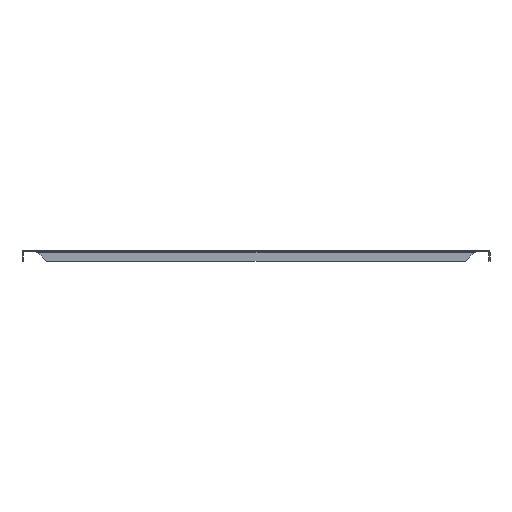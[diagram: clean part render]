
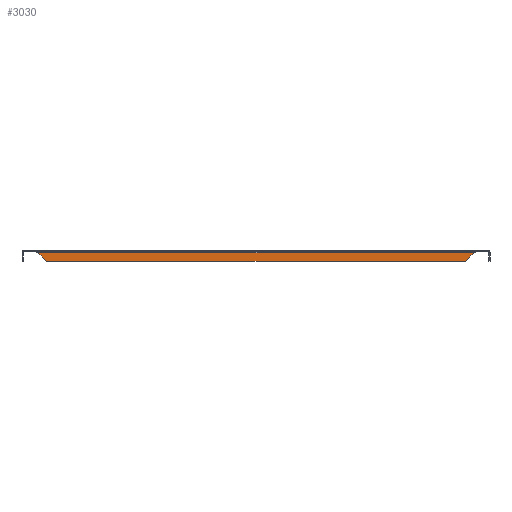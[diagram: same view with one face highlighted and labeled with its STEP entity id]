
A CAD part, front view. The second image highlights one B-rep face of the part: STEP entity #3030.
In plain terms, the highlighted planar face has unit normal (0, -1, 0).
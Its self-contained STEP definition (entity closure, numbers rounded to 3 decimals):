
#65 = AXIS2_PLACEMENT_3D ( 'NONE', #870, #638, #2934 ) ;
#104 = CARTESIAN_POINT ( 'NONE',  ( 549., 0., -2.5 ) ) ;
#161 = DIRECTION ( 'NONE',  ( 1., 0., 0. ) ) ;
#233 = CARTESIAN_POINT ( 'NONE',  ( 520.1, 0., -12.9 ) ) ;
#573 = ORIENTED_EDGE ( 'NONE', *, *, #914, .F. ) ;
#638 = DIRECTION ( 'NONE',  ( 0., 1., 0. ) ) ;
#782 = VECTOR ( 'NONE', #2926, 1000. ) ;
#862 = EDGE_LOOP ( 'NONE', ( #573, #2699, #2011, #2451 ) ) ;
#870 = CARTESIAN_POINT ( 'NONE',  ( 0., 0., 0. ) ) ;
#888 = CARTESIAN_POINT ( 'NONE',  ( 559.649, 0., 26.649 ) ) ;
#914 = EDGE_CURVE ( 'NONE', #1810, #2657, #3172, .T. ) ;
#1292 = VERTEX_POINT ( 'NONE', #2144 ) ;
#1365 = DIRECTION ( 'NONE',  ( -1., 0., 0. ) ) ;
#1393 = EDGE_CURVE ( 'NONE', #2986, #1810, #3194, .T. ) ;
#1637 = CARTESIAN_POINT ( 'NONE',  ( 530.5, 0., -2.5 ) ) ;
#1804 = EDGE_CURVE ( 'NONE', #1292, #2986, #2460, .T. ) ;
#1810 = VERTEX_POINT ( 'NONE', #1637 ) ;
#1850 = CARTESIAN_POINT ( 'NONE',  ( 549., 0., -12.9 ) ) ;
#1885 = VECTOR ( 'NONE', #161, 1000. ) ;
#1924 = PLANE ( 'NONE',  #65 ) ;
#2011 = ORIENTED_EDGE ( 'NONE', *, *, #1804, .F. ) ;
#2131 = FACE_OUTER_BOUND ( 'NONE', #862, .T. ) ;
#2144 = CARTESIAN_POINT ( 'NONE',  ( 28.9, 0., -12.9 ) ) ;
#2146 = CARTESIAN_POINT ( 'NONE',  ( -10.649, 0., 26.649 ) ) ;
#2155 = VECTOR ( 'NONE', #1365, 1000. ) ;
#2358 = LINE ( 'NONE', #1850, #2155 ) ;
#2451 = ORIENTED_EDGE ( 'NONE', *, *, #2464, .F. ) ;
#2460 = LINE ( 'NONE', #2146, #2967 ) ;
#2464 = EDGE_CURVE ( 'NONE', #2657, #1292, #2358, .T. ) ;
#2657 = VERTEX_POINT ( 'NONE', #233 ) ;
#2699 = ORIENTED_EDGE ( 'NONE', *, *, #1393, .F. ) ;
#2902 = DIRECTION ( 'NONE',  ( -0.707, 0., 0.707 ) ) ;
#2926 = DIRECTION ( 'NONE',  ( -0.707, 0., -0.707 ) ) ;
#2934 = DIRECTION ( 'NONE',  ( 0., 0., 1. ) ) ;
#2967 = VECTOR ( 'NONE', #2902, 1000. ) ;
#2986 = VERTEX_POINT ( 'NONE', #3091 ) ;
#3030 = ADVANCED_FACE ( 'NONE', ( #2131 ), #1924, .F. ) ;
#3091 = CARTESIAN_POINT ( 'NONE',  ( 18.5, 0., -2.5 ) ) ;
#3172 = LINE ( 'NONE', #888, #782 ) ;
#3194 = LINE ( 'NONE', #104, #1885 ) ;
